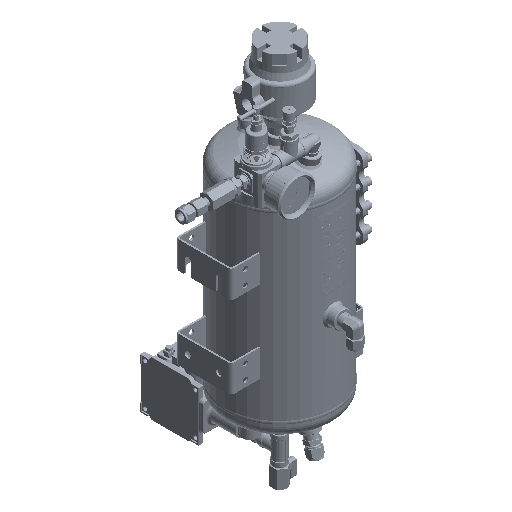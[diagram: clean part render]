
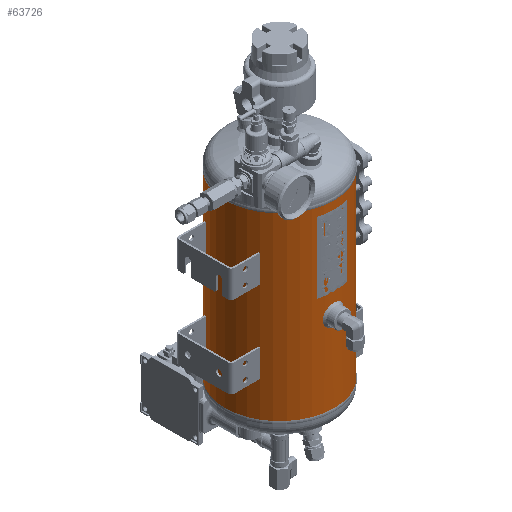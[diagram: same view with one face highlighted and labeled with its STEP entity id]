
A CAD part, isometric view. The second image highlights one B-rep face of the part: STEP entity #63726.
In plain terms, the highlighted cylindrical face has radius 100 mm (diameter 200 mm), a partial arc.
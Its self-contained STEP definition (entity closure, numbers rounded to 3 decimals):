
#3872=LINE('',#105545,#7799);
#3873=LINE('',#105550,#7800);
#3874=LINE('',#105554,#7801);
#3875=LINE('',#105558,#7802);
#7799=VECTOR('',#87565,1000.);
#7800=VECTOR('',#87568,1000.);
#7801=VECTOR('',#87571,1000.);
#7802=VECTOR('',#87574,1000.);
#11726=CIRCLE('',#80572,100.);
#11727=CIRCLE('',#80573,100.);
#11728=CIRCLE('',#80574,100.);
#11729=CIRCLE('',#80575,100.);
#14453=ORIENTED_EDGE('',*,*,#33747,.T.);
#14454=ORIENTED_EDGE('',*,*,#33748,.T.);
#14455=ORIENTED_EDGE('',*,*,#33749,.T.);
#14456=ORIENTED_EDGE('',*,*,#33750,.F.);
#14457=ORIENTED_EDGE('',*,*,#33751,.F.);
#14458=ORIENTED_EDGE('',*,*,#33752,.F.);
#14459=ORIENTED_EDGE('',*,*,#33753,.F.);
#14460=ORIENTED_EDGE('',*,*,#33754,.T.);
#14461=ORIENTED_EDGE('',*,*,#33755,.T.);
#14462=ORIENTED_EDGE('',*,*,#33756,.F.);
#14463=ORIENTED_EDGE('',*,*,#33757,.F.);
#33747=EDGE_CURVE('',#43394,#43394,#49924,.T.);
#33748=EDGE_CURVE('',#43395,#43395,#49925,.T.);
#33749=EDGE_CURVE('',#43396,#43396,#49926,.T.);
#33750=EDGE_CURVE('',#43397,#43398,#3872,.T.);
#33751=EDGE_CURVE('',#43399,#43397,#11726,.T.);
#33752=EDGE_CURVE('',#43400,#43399,#3873,.F.);
#33753=EDGE_CURVE('',#43401,#43400,#11727,.T.);
#33754=EDGE_CURVE('',#43401,#43402,#3874,.T.);
#33755=EDGE_CURVE('',#43402,#43403,#11728,.T.);
#33756=EDGE_CURVE('',#43404,#43403,#3875,.T.);
#33757=EDGE_CURVE('',#43398,#43404,#11729,.T.);
#43394=VERTEX_POINT('',#105520);
#43395=VERTEX_POINT('',#105532);
#43396=VERTEX_POINT('',#105544);
#43397=VERTEX_POINT('',#105546);
#43398=VERTEX_POINT('',#105547);
#43399=VERTEX_POINT('',#105549);
#43400=VERTEX_POINT('',#105551);
#43401=VERTEX_POINT('',#105553);
#43402=VERTEX_POINT('',#105555);
#43403=VERTEX_POINT('',#105557);
#43404=VERTEX_POINT('',#105559);
#49924=B_SPLINE_CURVE_WITH_KNOTS('',3,(#105501,#105502,#105503,#105504,
#105505,#105506,#105507,#105508,#105509,#105510,#105511,#105512,#105513,
#105514,#105515,#105516,#105517,#105518,#105519),.UNSPECIFIED.,.T.,.F.,
(1,1,1,1,1,1,1,1,1,1,1,1,1,1,1,1,1,1,1,1,1,1,1),(-0.018,-0.012,
-0.006,0.,0.006,0.012,0.018,
0.023,0.029,0.035,0.041,
0.047,0.053,0.059,0.065,
0.07,0.076,0.082,0.088,
0.094,0.1,0.106,0.112),
 .UNSPECIFIED.);
#49925=B_SPLINE_CURVE_WITH_KNOTS('',3,(#105521,#105522,#105523,#105524,
#105525,#105526,#105527,#105528,#105529,#105530,#105531),.UNSPECIFIED.,
 .T.,.F.,(1,1,1,1,1,1,1,1,1,1,1,1,1,1,1),(-0.012,-0.008,
-0.004,0.,0.004,0.008,
0.012,0.016,0.02,0.023,
0.027,0.031,0.035,0.039,
0.043),.UNSPECIFIED.);
#49926=B_SPLINE_CURVE_WITH_KNOTS('',3,(#105533,#105534,#105535,#105536,
#105537,#105538,#105539,#105540,#105541,#105542,#105543),.UNSPECIFIED.,
 .T.,.F.,(1,1,1,1,1,1,1,1,1,1,1,1,1,1,1),(-0.012,-0.008,
-0.004,0.,0.004,0.008,
0.012,0.016,0.02,0.023,
0.027,0.031,0.035,0.039,
0.043),.UNSPECIFIED.);
#52468=EDGE_LOOP('',(#14453));
#52469=EDGE_LOOP('',(#14454));
#52470=EDGE_LOOP('',(#14455));
#52471=EDGE_LOOP('',(#14456,#14457,#14458,#14459,#14460,#14461,#14462,#14463));
#57540=FACE_BOUND('',#52468,.T.);
#57541=FACE_BOUND('',#52469,.T.);
#57542=FACE_BOUND('',#52470,.T.);
#57543=FACE_BOUND('',#52471,.T.);
#62612=CYLINDRICAL_SURFACE('',#80571,100.);
#63726=ADVANCED_FACE('',(#57540,#57541,#57542,#57543),#62612,.T.);
#80571=AXIS2_PLACEMENT_3D('',#105500,#87563,#87564);
#80572=AXIS2_PLACEMENT_3D('',#105548,#87566,#87567);
#80573=AXIS2_PLACEMENT_3D('',#105552,#87569,#87570);
#80574=AXIS2_PLACEMENT_3D('',#105556,#87572,#87573);
#80575=AXIS2_PLACEMENT_3D('',#105560,#87575,#87576);
#87563=DIRECTION('',(0.,-1.,0.));
#87564=DIRECTION('',(0.,0.,-1.));
#87565=DIRECTION('',(0.,-1.,0.));
#87566=DIRECTION('',(0.,1.,0.));
#87567=DIRECTION('',(1.,0.,0.));
#87568=DIRECTION('',(0.,-1.,0.));
#87569=DIRECTION('',(0.,-1.,0.));
#87570=DIRECTION('',(1.,0.,0.));
#87571=DIRECTION('',(0.,-1.,0.));
#87572=DIRECTION('',(0.,1.,0.));
#87573=DIRECTION('',(1.,0.,0.));
#87574=DIRECTION('',(0.,-1.,0.));
#87575=DIRECTION('',(0.,-1.,0.));
#87576=DIRECTION('',(1.,0.,0.));
#105500=CARTESIAN_POINT('',(0.,330.,0.));
#105501=CARTESIAN_POINT('',(-98.994,187.429,14.208));
#105502=CARTESIAN_POINT('',(-98.806,181.503,15.395));
#105503=CARTESIAN_POINT('',(-98.993,175.608,14.214));
#105504=CARTESIAN_POINT('',(-99.436,170.625,10.88));
#105505=CARTESIAN_POINT('',(-99.878,167.295,5.9));
#105506=CARTESIAN_POINT('',(-100.061,166.117,0.009));
#105507=CARTESIAN_POINT('',(-99.879,167.288,-5.887));
#105508=CARTESIAN_POINT('',(-99.437,170.623,-10.879));
#105509=CARTESIAN_POINT('',(-98.992,175.61,-14.215));
#105510=CARTESIAN_POINT('',(-98.807,181.503,-15.391));
#105511=CARTESIAN_POINT('',(-98.992,187.396,-14.219));
#105512=CARTESIAN_POINT('',(-99.435,192.379,-10.892));
#105513=CARTESIAN_POINT('',(-99.877,195.718,-5.914));
#105514=CARTESIAN_POINT('',(-100.061,196.901,-0.013));
#105515=CARTESIAN_POINT('',(-99.878,195.728,5.889));
#105516=CARTESIAN_POINT('',(-99.437,192.395,10.874));
#105517=CARTESIAN_POINT('',(-98.994,187.429,14.208));
#105518=CARTESIAN_POINT('',(-98.806,181.503,15.395));
#105519=CARTESIAN_POINT('',(-98.993,175.608,14.214));
#105520=CARTESIAN_POINT('',(-98.869,181.508,15.));
#105521=CARTESIAN_POINT('',(3.922,158.915,-99.937));
#105522=CARTESIAN_POINT('',(-0.001,160.542,-100.031));
#105523=CARTESIAN_POINT('',(-3.918,158.916,-99.937));
#105524=CARTESIAN_POINT('',(-5.54,155.004,-99.844));
#105525=CARTESIAN_POINT('',(-3.921,151.083,-99.937));
#105526=CARTESIAN_POINT('',(-0.001,149.46,-100.031));
#105527=CARTESIAN_POINT('',(3.913,151.078,-99.938));
#105528=CARTESIAN_POINT('',(5.541,154.994,-99.844));
#105529=CARTESIAN_POINT('',(3.922,158.915,-99.937));
#105530=CARTESIAN_POINT('',(-0.001,160.542,-100.031));
#105531=CARTESIAN_POINT('',(-3.918,158.916,-99.937));
#105532=CARTESIAN_POINT('',(0.,160.,-100.));
#105533=CARTESIAN_POINT('',(3.922,48.915,-99.937));
#105534=CARTESIAN_POINT('',(-0.001,50.542,-100.031));
#105535=CARTESIAN_POINT('',(-3.918,48.916,-99.937));
#105536=CARTESIAN_POINT('',(-5.54,45.004,-99.844));
#105537=CARTESIAN_POINT('',(-3.921,41.083,-99.937));
#105538=CARTESIAN_POINT('',(-0.001,39.46,-100.031));
#105539=CARTESIAN_POINT('',(3.913,41.078,-99.938));
#105540=CARTESIAN_POINT('',(5.541,44.994,-99.844));
#105541=CARTESIAN_POINT('',(3.922,48.915,-99.937));
#105542=CARTESIAN_POINT('',(-0.001,50.542,-100.031));
#105543=CARTESIAN_POINT('',(-3.918,48.916,-99.937));
#105544=CARTESIAN_POINT('',(0.,50.,-100.));
#105545=CARTESIAN_POINT('',(-0.241,165.,100.));
#105546=CARTESIAN_POINT('',(-0.241,330.,100.));
#105547=CARTESIAN_POINT('',(-0.241,265.,100.));
#105548=CARTESIAN_POINT('',(0.,330.,0.));
#105549=CARTESIAN_POINT('',(0.241,330.,100.));
#105550=CARTESIAN_POINT('',(0.241,165.,100.));
#105551=CARTESIAN_POINT('',(0.241,265.,100.));
#105552=CARTESIAN_POINT('',(0.,265.,0.));
#105553=CARTESIAN_POINT('',(0.254,265.,100.));
#105554=CARTESIAN_POINT('',(0.254,265.,100.));
#105555=CARTESIAN_POINT('',(0.254,0.,100.));
#105556=CARTESIAN_POINT('',(0.,0.,0.));
#105557=CARTESIAN_POINT('',(-0.254,0.,100.));
#105558=CARTESIAN_POINT('',(-0.254,265.,100.));
#105559=CARTESIAN_POINT('',(-0.254,265.,100.));
#105560=CARTESIAN_POINT('',(0.,265.,0.));
